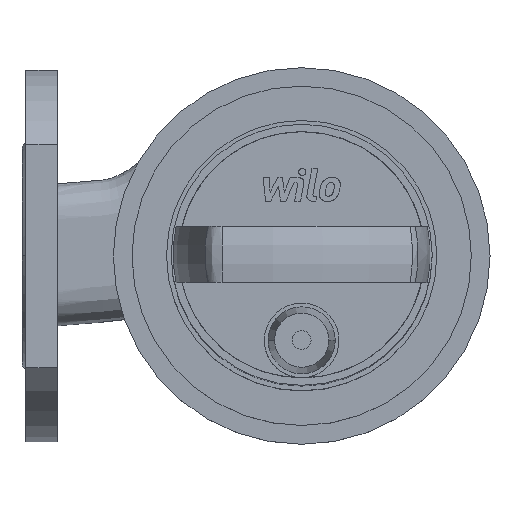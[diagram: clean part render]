
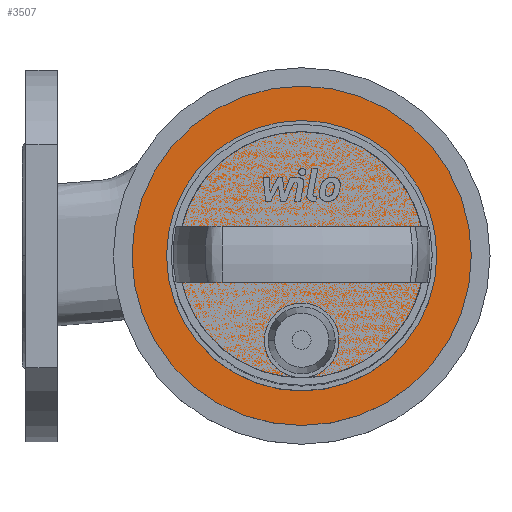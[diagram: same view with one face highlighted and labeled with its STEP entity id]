
A CAD part, top view. The second image highlights one B-rep face of the part: STEP entity #3507.
In plain terms, the highlighted planar face has unit normal (0, 0, 1).
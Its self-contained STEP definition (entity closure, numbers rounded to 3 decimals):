
#3217=CARTESIAN_POINT('',(241.0,0.,111.));
#3218=VERTEX_POINT('',#3217);
#3234=CARTESIAN_POINT('',(59.,0.,111.));
#3235=VERTEX_POINT('',#3234);
#3242=CARTESIAN_POINT('',(150.0,0.0,111.));
#3243=DIRECTION('',(0.0,0.0,-1.0));
#3244=DIRECTION('',(1.0,0.0,0.0));
#3245=AXIS2_PLACEMENT_3D('',#3242,#3243,#3244);
#3246=CIRCLE('',#3245,91.);
#3247=EDGE_CURVE('',#3235,#3218,#3246,.T.);
#3492=CARTESIAN_POINT('',(195.5,0.,111.));
#3493=DIRECTION('',(0.0,0.0,1.0));
#3494=DIRECTION('',(-1.0,0.0,0.0));
#3495=AXIS2_PLACEMENT_3D('',#3492,#3493,#3494);
#3496=PLANE('',#3495);
#3497=CARTESIAN_POINT('',(150.0,0.0,111.));
#3498=DIRECTION('',(0.0,0.0,-1.0));
#3499=DIRECTION('',(1.0,0.0,0.0));
#3500=AXIS2_PLACEMENT_3D('',#3497,#3498,#3499);
#3501=CIRCLE('',#3500,91.);
#3502=EDGE_CURVE('',#3218,#3235,#3501,.T.);
#3503=ORIENTED_EDGE('',*,*,#3502,.F.);
#3504=ORIENTED_EDGE('',*,*,#3247,.F.);
#3505=EDGE_LOOP('',(#3503,#3504));
#3506=FACE_OUTER_BOUND('',#3505,.T.);
#3507=ADVANCED_FACE('',(#3506),#3496,.T.);
